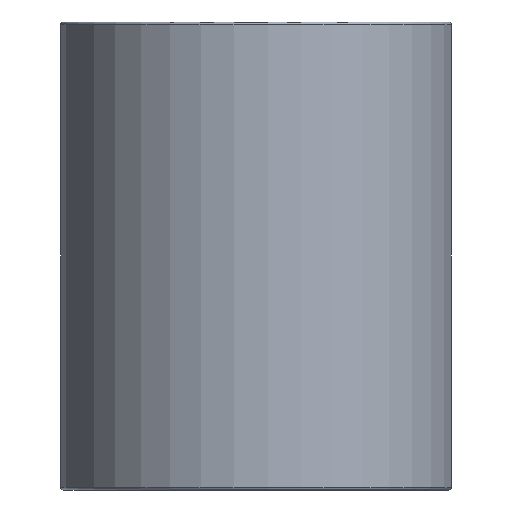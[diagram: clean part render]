
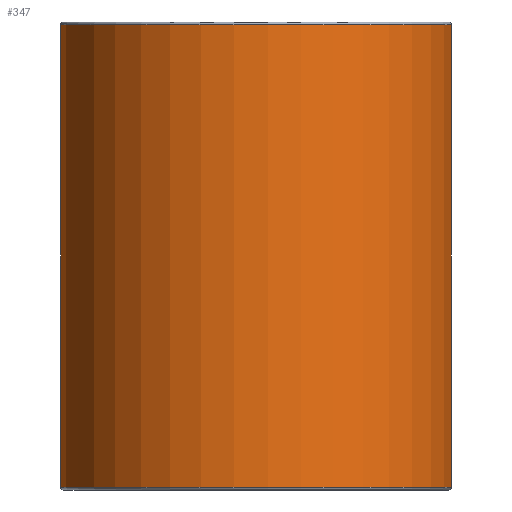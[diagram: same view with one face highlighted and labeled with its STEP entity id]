
A CAD part, left-side view. The second image highlights one B-rep face of the part: STEP entity #347.
In plain terms, the highlighted cylindrical face has radius 14.3 mm (diameter 28.6 mm), a partial arc.
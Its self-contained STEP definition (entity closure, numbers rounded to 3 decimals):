
#26=LINE('',#622,#42);
#29=LINE('',#627,#45);
#42=VECTOR('',#502,10.);
#45=VECTOR('',#509,10.);
#63=CYLINDRICAL_SURFACE('',#419,14.3);
#87=FACE_OUTER_BOUND('',#113,.T.);
#113=EDGE_LOOP('',(#301,#302,#303,#304));
#141=CIRCLE('',#399,14.3);
#144=CIRCLE('',#406,14.3);
#158=VERTEX_POINT('',#580);
#166=VERTEX_POINT('',#597);
#167=VERTEX_POINT('',#601);
#171=VERTEX_POINT('',#609);
#199=EDGE_CURVE('',#167,#171,#141,.T.);
#202=EDGE_CURVE('',#171,#166,#26,.T.);
#205=EDGE_CURVE('',#158,#167,#29,.T.);
#208=EDGE_CURVE('',#166,#158,#144,.T.);
#301=ORIENTED_EDGE('',*,*,#199,.F.);
#302=ORIENTED_EDGE('',*,*,#205,.F.);
#303=ORIENTED_EDGE('',*,*,#208,.F.);
#304=ORIENTED_EDGE('',*,*,#202,.F.);
#347=ADVANCED_FACE('',(#87),#63,.T.);
#399=AXIS2_PLACEMENT_3D('',#618,#495,#496);
#406=AXIS2_PLACEMENT_3D('',#631,#515,#516);
#419=AXIS2_PLACEMENT_3D('',#652,#549,#550);
#495=DIRECTION('center_axis',(0.,0.,-1.));
#496=DIRECTION('ref_axis',(0.,1.,0.));
#502=DIRECTION('',(0.,0.,1.));
#509=DIRECTION('',(0.,0.,-1.));
#515=DIRECTION('center_axis',(0.,0.,1.));
#516=DIRECTION('ref_axis',(0.,1.,0.));
#549=DIRECTION('center_axis',(0.,0.,1.));
#550=DIRECTION('ref_axis',(0.,1.,0.));
#580=CARTESIAN_POINT('',(-2.067,-14.15,33.8));
#597=CARTESIAN_POINT('',(2.067,-14.15,33.8));
#601=CARTESIAN_POINT('',(-2.067,-14.15,0.2));
#609=CARTESIAN_POINT('',(2.067,-14.15,0.2));
#618=CARTESIAN_POINT('Origin',(0.,0.,0.2));
#622=CARTESIAN_POINT('',(2.067,-14.15,0.));
#627=CARTESIAN_POINT('',(-2.067,-14.15,0.));
#631=CARTESIAN_POINT('Origin',(0.,0.,33.8));
#652=CARTESIAN_POINT('Origin',(0.,0.,0.));
